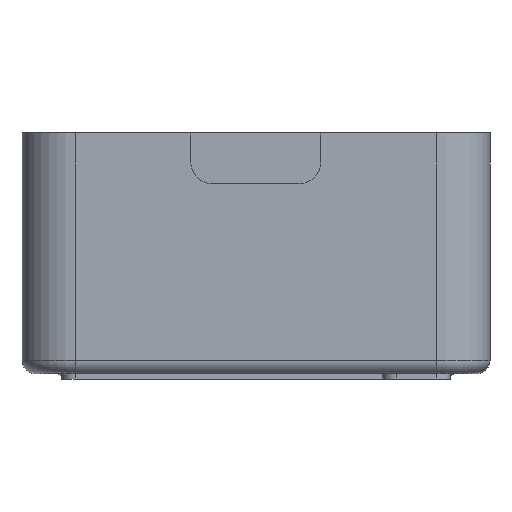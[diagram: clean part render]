
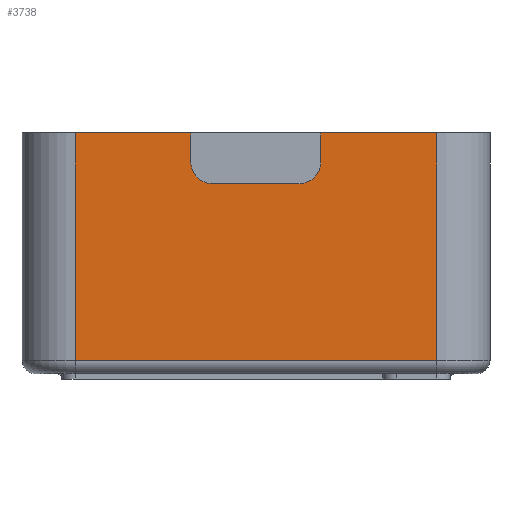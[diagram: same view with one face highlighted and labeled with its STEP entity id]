
A CAD part, front view. The second image highlights one B-rep face of the part: STEP entity #3738.
In plain terms, the highlighted planar face has unit normal (0, -1, 0).
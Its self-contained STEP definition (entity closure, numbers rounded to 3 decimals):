
#278=CIRCLE('',#4072,1.65);
#279=CIRCLE('',#4073,1.65);
#373=FACE_OUTER_BOUND('',#597,.T.);
#597=EDGE_LOOP('',(#2862,#2863,#2864,#2865,#2866,#2867,#2868,#2869,#2870,
#2871));
#896=LINE('',#6205,#1275);
#907=LINE('',#6250,#1286);
#908=LINE('',#6254,#1287);
#909=LINE('',#6256,#1288);
#910=LINE('',#6258,#1289);
#911=LINE('',#6262,#1290);
#912=LINE('',#6266,#1291);
#913=LINE('',#6267,#1292);
#1275=VECTOR('',#4709,10.);
#1286=VECTOR('',#4764,10.);
#1287=VECTOR('',#4769,10.);
#1288=VECTOR('',#4770,10.);
#1289=VECTOR('',#4771,10.);
#1290=VECTOR('',#4774,10.);
#1291=VECTOR('',#4777,10.);
#1292=VECTOR('',#4778,10.);
#1748=VERTEX_POINT('',#6202);
#1749=VERTEX_POINT('',#6204);
#1761=VERTEX_POINT('',#6249);
#1762=VERTEX_POINT('',#6253);
#1763=VERTEX_POINT('',#6255);
#1764=VERTEX_POINT('',#6257);
#1765=VERTEX_POINT('',#6259);
#1766=VERTEX_POINT('',#6261);
#1767=VERTEX_POINT('',#6263);
#1768=VERTEX_POINT('',#6265);
#2159=EDGE_CURVE('',#1748,#1749,#896,.T.);
#2182=EDGE_CURVE('',#1761,#1749,#907,.T.);
#2184=EDGE_CURVE('',#1762,#1748,#908,.T.);
#2185=EDGE_CURVE('',#1763,#1762,#909,.T.);
#2186=EDGE_CURVE('',#1763,#1764,#910,.T.);
#2187=EDGE_CURVE('',#1764,#1765,#278,.T.);
#2188=EDGE_CURVE('',#1765,#1766,#911,.T.);
#2189=EDGE_CURVE('',#1766,#1767,#279,.T.);
#2190=EDGE_CURVE('',#1767,#1768,#912,.T.);
#2191=EDGE_CURVE('',#1761,#1768,#913,.T.);
#2862=ORIENTED_EDGE('',*,*,#2159,.F.);
#2863=ORIENTED_EDGE('',*,*,#2184,.F.);
#2864=ORIENTED_EDGE('',*,*,#2185,.F.);
#2865=ORIENTED_EDGE('',*,*,#2186,.T.);
#2866=ORIENTED_EDGE('',*,*,#2187,.T.);
#2867=ORIENTED_EDGE('',*,*,#2188,.T.);
#2868=ORIENTED_EDGE('',*,*,#2189,.T.);
#2869=ORIENTED_EDGE('',*,*,#2190,.T.);
#2870=ORIENTED_EDGE('',*,*,#2191,.F.);
#2871=ORIENTED_EDGE('',*,*,#2182,.T.);
#3599=PLANE('',#4071);
#3738=ADVANCED_FACE('',(#373),#3599,.T.);
#4071=AXIS2_PLACEMENT_3D('',#6252,#4767,#4768);
#4072=AXIS2_PLACEMENT_3D('',#6260,#4772,#4773);
#4073=AXIS2_PLACEMENT_3D('',#6264,#4775,#4776);
#4709=DIRECTION('',(-1.,0.,0.));
#4764=DIRECTION('',(0.,0.,-1.));
#4767=DIRECTION('center_axis',(0.,-1.,0.));
#4768=DIRECTION('ref_axis',(1.,0.,0.));
#4769=DIRECTION('',(0.,0.,-1.));
#4770=DIRECTION('',(1.,0.,0.));
#4771=DIRECTION('',(0.,0.,-1.));
#4772=DIRECTION('center_axis',(0.,1.,0.));
#4773=DIRECTION('ref_axis',(0.,0.,-1.));
#4774=DIRECTION('',(-1.,0.,0.));
#4775=DIRECTION('center_axis',(0.,1.,0.));
#4776=DIRECTION('ref_axis',(-1.,0.,0.));
#4777=DIRECTION('',(0.,0.,1.));
#4778=DIRECTION('',(1.,0.,0.));
#6202=CARTESIAN_POINT('',(29.016,-1.987,-12.));
#6204=CARTESIAN_POINT('',(2.,-1.987,-12.));
#6205=CARTESIAN_POINT('',(8.754,-1.987,-12.));
#6249=CARTESIAN_POINT('',(2.,-1.987,5.));
#6250=CARTESIAN_POINT('',(2.,-1.987,-11.));
#6252=CARTESIAN_POINT('Origin',(2.,-1.987,0.));
#6253=CARTESIAN_POINT('',(29.016,-1.987,5.));
#6254=CARTESIAN_POINT('',(29.016,-1.987,-11.));
#6255=CARTESIAN_POINT('',(20.364,-1.987,5.));
#6256=CARTESIAN_POINT('',(29.016,-1.987,5.));
#6257=CARTESIAN_POINT('',(20.364,-1.987,2.85));
#6258=CARTESIAN_POINT('',(20.364,-1.987,1.755));
#6259=CARTESIAN_POINT('',(18.714,-1.987,1.2));
#6260=CARTESIAN_POINT('Origin',(18.714,-1.987,2.85));
#6261=CARTESIAN_POINT('',(12.274,-1.987,1.2));
#6262=CARTESIAN_POINT('',(10.357,-1.987,1.2));
#6263=CARTESIAN_POINT('',(10.624,-1.987,2.85));
#6264=CARTESIAN_POINT('Origin',(12.274,-1.987,2.85));
#6265=CARTESIAN_POINT('',(10.624,-1.987,5.));
#6266=CARTESIAN_POINT('',(10.624,-1.987,2.5));
#6267=CARTESIAN_POINT('',(29.016,-1.987,5.));
